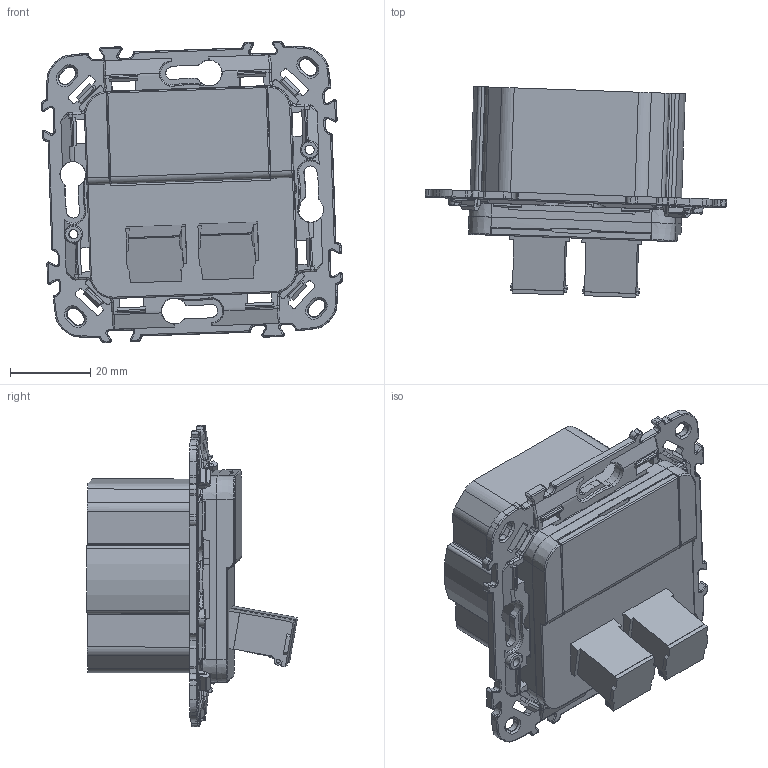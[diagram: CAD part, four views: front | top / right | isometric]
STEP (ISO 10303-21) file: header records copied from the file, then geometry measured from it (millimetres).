
FILE_DESCRIPTION (( 'STEP AP214' ), '1' );
FILE_NAME ('s86_gq_asm.STEP', '2025-03-26T11:22:00', ( '' ), ( '' ), 'SwSTEP 2.0', 'SolidWorks 2022', '' );
FILE_SCHEMA (( 'AUTOMOTIVE_DESIGN' ));
Length unit declared in the file: millimetre
Products named in the file (1): s86_gq_asm
Bounding box: 75.11 x 52.58 x 75.16 mm (x, y, z)
Volume: 90850.3 mm3; surface area: 21531.4 mm2
Topology: 1 solids, 10 shells, 1642 faces, 4550 edges, 2896 vertices
Faces by surface type: plane 962, cylinder 292, cone 211, torus 93, bspline 76, sphere 8
Entity records: 66148 total; most frequent: CARTESIAN_POINT 24694, ORIENTED_EDGE 9068, DIRECTION 8121, EDGE_CURVE 4534, VECTOR 3093, LINE 3093, VERTEX_POINT 2896, AXIS2_PLACEMENT_3D 2514
